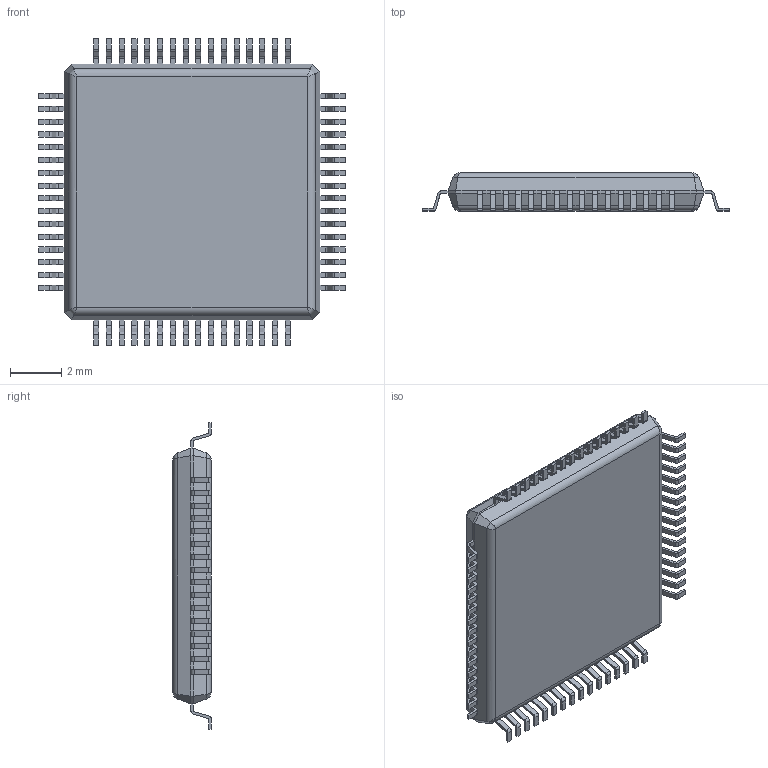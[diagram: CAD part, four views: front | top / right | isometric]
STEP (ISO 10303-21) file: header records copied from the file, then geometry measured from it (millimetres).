
FILE_DESCRIPTION (( 'STEP AP214' ), '1' );
FILE_NAME ('7D1ED6BA-D602-4A1C-BBF4-0282EB04C80F.STEP', '2023-05-14T22:14:05', ( '' ), ( '' ), 'SwSTEP 2.0', 'SolidWorks 2022', '' );
FILE_SCHEMA (( 'AUTOMOTIVE_DESIGN' ));
Length unit declared in the file: millimetre
Products named in the file (1): 7D1ED6BA-D602-4A1C-BBF4-0282EB04C80F
Bounding box: 12 x 1.5 x 12 mm (x, y, z)
Volume: 144 mm3; surface area: 294.9 mm2
Topology: 1 solids, 1 shells, 965 faces, 2566 edges, 1614 vertices
Faces by surface type: plane 718, cylinder 210, bspline 35, torus 2
Entity records: 41779 total; most frequent: CARTESIAN_POINT 7237, ORIENTED_EDGE 5132, DIRECTION 4734, EDGE_CURVE 2566, VECTOR 2088, LINE 2088, VERTEX_POINT 1614, AXIS2_PLACEMENT_3D 1323
